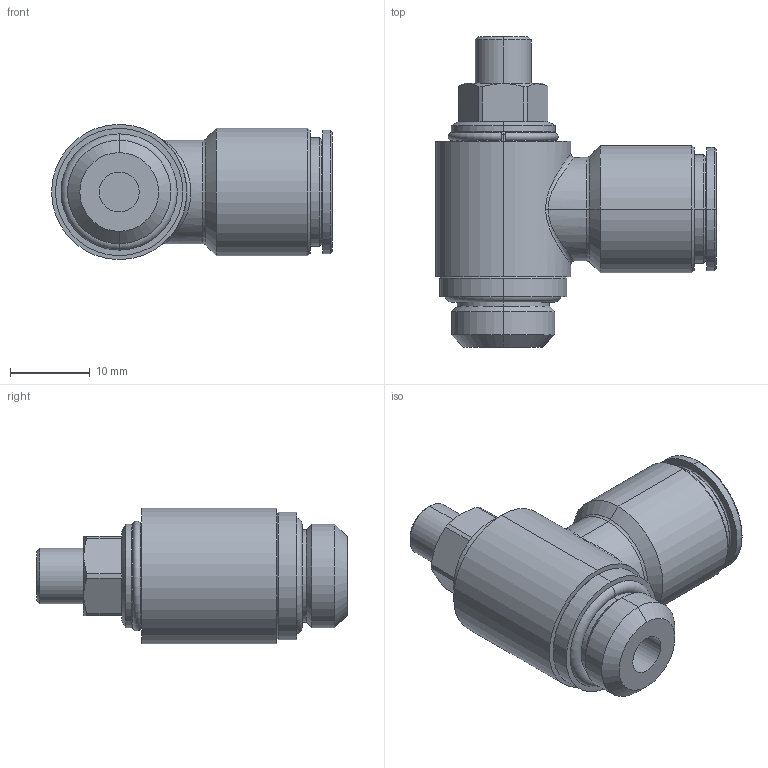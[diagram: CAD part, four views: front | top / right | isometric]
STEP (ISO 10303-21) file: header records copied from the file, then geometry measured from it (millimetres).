
FILE_DESCRIPTION (( 'STEP AP203' ), '1' );
FILE_NAME ('X4080B52.STEP', '2011-10-25T14:42:20', ( 'SP' ), ( 'sopra-pneumatic' ), 'SwSTEP 2.0', 'SolidWorks 2011', '' );
FILE_SCHEMA (( 'CONFIG_CONTROL_DESIGN' ));
Length unit declared in the file: millimetre
Products named in the file (1): X4080B52
Bounding box: 35.3 x 39.01 x 17 mm (x, y, z)
Volume: 7869 mm3; surface area: 4058.9 mm2
Topology: 1 solids, 3 shells, 117 faces, 248 edges, 147 vertices
Faces by surface type: cylinder 41, plane 41, cone 24, torus 9, bspline 2
Entity records: 3740 total; most frequent: CARTESIAN_POINT 1126, DIRECTION 573, ORIENTED_EDGE 492, EDGE_CURVE 246, AXIS2_PLACEMENT_3D 238, VERTEX_POINT 147, EDGE_LOOP 129, CIRCLE 122
